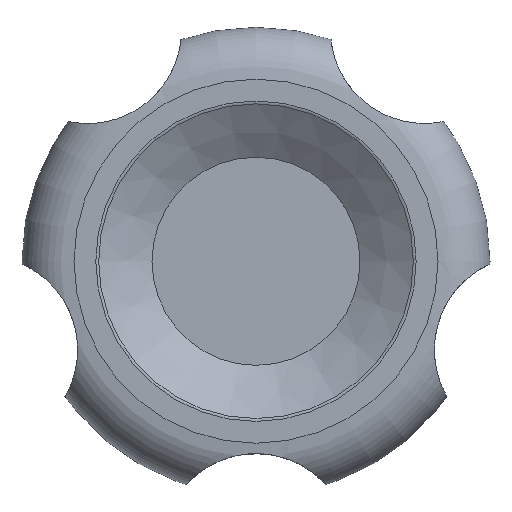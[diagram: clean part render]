
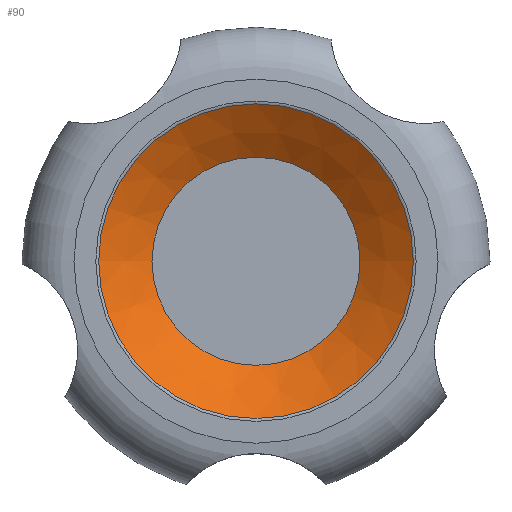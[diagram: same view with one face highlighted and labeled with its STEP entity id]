
A CAD part, top view. The second image highlights one B-rep face of the part: STEP entity #90.
In plain terms, the highlighted conical face has half-angle 56.31 degrees and reference radius 30.5 mm.
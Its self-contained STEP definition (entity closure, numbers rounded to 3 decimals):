
#90 = ADVANCED_FACE( '', ( #196, #197 ), #198, .F. );
#196 = FACE_OUTER_BOUND( '', #298, .T. );
#197 = FACE_BOUND( '', #299, .T. );
#198 = CONICAL_SURFACE( '', #300, 30.5, 0.983 );
#298 = EDGE_LOOP( '', ( #436 ) );
#299 = EDGE_LOOP( '', ( #437 ) );
#300 = AXIS2_PLACEMENT_3D( '', #438, #439, #440 );
#436 = ORIENTED_EDGE( '', *, *, #473, .T. );
#437 = ORIENTED_EDGE( '', *, *, #493, .F. );
#438 = CARTESIAN_POINT( '', ( 0., 0., 52. ) );
#439 = DIRECTION( '', ( 0., 0., 1. ) );
#440 = DIRECTION( '', ( 1., 0., 0. ) );
#473 = EDGE_CURVE( '', #532, #532, #533, .F. );
#493 = EDGE_CURVE( '', #561, #561, #562, .T. );
#532 = VERTEX_POINT( '', #1129 );
#533 = CIRCLE( '', #1130, 30.248 );
#561 = VERTEX_POINT( '', #1158 );
#562 = CIRCLE( '', #1159, 20. );
#1129 = CARTESIAN_POINT( '', ( -30.248, 0., 51.832 ) );
#1130 = AXIS2_PLACEMENT_3D( '', #1186, #1187, #1188 );
#1158 = CARTESIAN_POINT( '', ( 20., 0., 45. ) );
#1159 = AXIS2_PLACEMENT_3D( '', #1216, #1217, #1218 );
#1186 = CARTESIAN_POINT( '', ( 0., 0., 51.832 ) );
#1187 = DIRECTION( '', ( 0., 0., -1. ) );
#1188 = DIRECTION( '', ( -1., 0., 0. ) );
#1216 = CARTESIAN_POINT( '', ( 0., 0., 45. ) );
#1217 = DIRECTION( '', ( 0., 0., 1. ) );
#1218 = DIRECTION( '', ( 1., 0., 0. ) );
